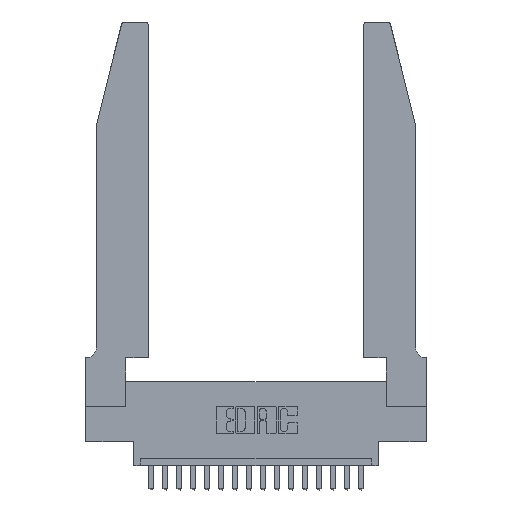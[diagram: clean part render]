
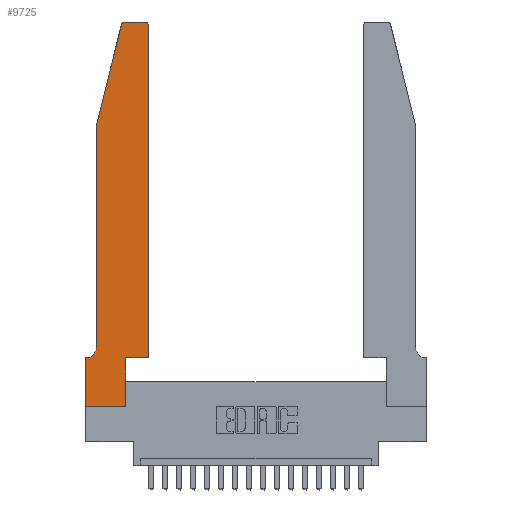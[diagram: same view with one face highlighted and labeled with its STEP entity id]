
A CAD part, top view. The second image highlights one B-rep face of the part: STEP entity #9725.
In plain terms, the highlighted planar face has unit normal (0, 0, 1).
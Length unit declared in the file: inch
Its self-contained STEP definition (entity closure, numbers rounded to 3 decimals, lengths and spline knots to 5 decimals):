
#61 = AXIS2_PLACEMENT_3D ( 'NONE', #7104, #812, #13567 ) ;
#205 = CARTESIAN_POINT ( 'NONE',  ( 0.4505, 2.72, 0.37 ) ) ;
#258 = EDGE_CURVE ( 'NONE', #3576, #19606, #3419, .T. ) ;
#399 = DIRECTION ( 'NONE',  ( 1., 0., 0. ) ) ;
#451 = VERTEX_POINT ( 'NONE', #15315 ) ;
#494 = VERTEX_POINT ( 'NONE', #10615 ) ;
#534 = CARTESIAN_POINT ( 'NONE',  ( 0.4205, 2.72, 0.37 ) ) ;
#610 = DIRECTION ( 'NONE',  ( 0., 0., 1. ) ) ;
#661 = EDGE_CURVE ( 'NONE', #15154, #451, #15515, .T. ) ;
#812 = DIRECTION ( 'NONE',  ( 0., 0., 1. ) ) ;
#1156 = VERTEX_POINT ( 'NONE', #3735 ) ;
#1799 = LINE ( 'NONE', #14443, #7755 ) ;
#2512 = DIRECTION ( 'NONE',  ( 0., 1., 0. ) ) ;
#2798 = ORIENTED_EDGE ( 'NONE', *, *, #5603, .T. ) ;
#2988 = DIRECTION ( 'NONE',  ( -1., 0., 0. ) ) ;
#3419 = LINE ( 'NONE', #15621, #5893 ) ;
#3494 = DIRECTION ( 'NONE',  ( -1., 0., 0. ) ) ;
#3562 = CARTESIAN_POINT ( 'NONE',  ( 0.0755, 0.35, 0.37 ) ) ;
#3576 = VERTEX_POINT ( 'NONE', #6625 ) ;
#3735 = CARTESIAN_POINT ( 'NONE',  ( 0.2865, 0.35, 0.37 ) ) ;
#4426 = CARTESIAN_POINT ( 'NONE',  ( 0.4505, 0.35, 0.37 ) ) ;
#4511 = VECTOR ( 'NONE', #7001, 39.37008 ) ;
#4916 = LINE ( 'NONE', #20009, #13310 ) ;
#5154 = DIRECTION ( 'NONE',  ( -1., 0., 0. ) ) ;
#5480 = CARTESIAN_POINT ( 'NONE',  ( 0.0755, 0.42, 0.37 ) ) ;
#5591 = CARTESIAN_POINT ( 'NONE',  ( 0., 0., 0.37 ) ) ;
#5603 = EDGE_CURVE ( 'NONE', #1156, #14249, #5764, .T. ) ;
#5764 = LINE ( 'NONE', #4426, #9967 ) ;
#5768 = AXIS2_PLACEMENT_3D ( 'NONE', #12860, #14199, #7662 ) ;
#5833 = VECTOR ( 'NONE', #15256, 39.37008 ) ;
#5893 = VECTOR ( 'NONE', #11135, 39.37008 ) ;
#6051 = EDGE_CURVE ( 'NONE', #451, #1156, #1799, .T. ) ;
#6222 = EDGE_LOOP ( 'NONE', ( #17232, #6943, #16455, #17858, #15677, #11820, #13515, #14491, #9417, #2798, #14292, #9332 ) ) ;
#6424 = CARTESIAN_POINT ( 'NONE',  ( 0.4505, 0.35, 0.37 ) ) ;
#6436 = CARTESIAN_POINT ( 'NONE',  ( 0., 0., 0.37 ) ) ;
#6465 = AXIS2_PLACEMENT_3D ( 'NONE', #13035, #6821, #5154 ) ;
#6625 = CARTESIAN_POINT ( 'NONE',  ( 0.25487, 2.72718, 0.37 ) ) ;
#6821 = DIRECTION ( 'NONE',  ( 0., 0., -1. ) ) ;
#6943 = ORIENTED_EDGE ( 'NONE', *, *, #13884, .T. ) ;
#7001 = DIRECTION ( 'NONE',  ( 0., -1., 0. ) ) ;
#7104 = CARTESIAN_POINT ( 'NONE',  ( 0.284, 2.72, 0.37 ) ) ;
#7131 = CARTESIAN_POINT ( 'NONE',  ( 0.0055, 0.35, 0.37 ) ) ;
#7214 = EDGE_CURVE ( 'NONE', #9186, #494, #20092, .T. ) ;
#7662 = DIRECTION ( 'NONE',  ( 1., 0., 0. ) ) ;
#7755 = VECTOR ( 'NONE', #13008, 39.37008 ) ;
#9141 = VERTEX_POINT ( 'NONE', #205 ) ;
#9186 = VERTEX_POINT ( 'NONE', #7131 ) ;
#9332 = ORIENTED_EDGE ( 'NONE', *, *, #19599, .T. ) ;
#9417 = ORIENTED_EDGE ( 'NONE', *, *, #6051, .T. ) ;
#9725 = ADVANCED_FACE ( 'NONE', ( #10706 ), #20034, .T. ) ;
#9805 = CARTESIAN_POINT ( 'NONE',  ( 0.0755, 2., 0.37 ) ) ;
#9828 = EDGE_CURVE ( 'NONE', #14202, #9186, #12130, .T. ) ;
#9967 = VECTOR ( 'NONE', #13748, 39.37008 ) ;
#10084 = CARTESIAN_POINT ( 'NONE',  ( 0., 0., 0.37 ) ) ;
#10615 = CARTESIAN_POINT ( 'NONE',  ( 0., 0.35, 0.37 ) ) ;
#10706 = FACE_OUTER_BOUND ( 'NONE', #6222, .T. ) ;
#10760 = LINE ( 'NONE', #18687, #5833 ) ;
#11135 = DIRECTION ( 'NONE',  ( -0.239, -0.971, 0. ) ) ;
#11256 = EDGE_CURVE ( 'NONE', #14249, #9141, #4916, .T. ) ;
#11820 = ORIENTED_EDGE ( 'NONE', *, *, #7214, .T. ) ;
#12130 = CIRCLE ( 'NONE', #6465, 0.07 ) ;
#12441 = CIRCLE ( 'NONE', #61, 0.03 ) ;
#12556 = EDGE_CURVE ( 'NONE', #19606, #14202, #10760, .T. ) ;
#12634 = DIRECTION ( 'NONE',  ( 1., 0., 0. ) ) ;
#12691 = CARTESIAN_POINT ( 'NONE',  ( 0.2605, 2.75, 0.37 ) ) ;
#12860 = CARTESIAN_POINT ( 'NONE',  ( 0., 0.35, 0.37 ) ) ;
#13008 = DIRECTION ( 'NONE',  ( 0., 1., 0. ) ) ;
#13035 = CARTESIAN_POINT ( 'NONE',  ( 0.0055, 0.42, 0.37 ) ) ;
#13255 = VERTEX_POINT ( 'NONE', #13261 ) ;
#13261 = CARTESIAN_POINT ( 'NONE',  ( 0.4205, 2.75, 0.37 ) ) ;
#13310 = VECTOR ( 'NONE', #2512, 39.37008 ) ;
#13359 = VECTOR ( 'NONE', #3494, 39.37008 ) ;
#13475 = CARTESIAN_POINT ( 'NONE',  ( 0.284, 2.75, 0.37 ) ) ;
#13515 = ORIENTED_EDGE ( 'NONE', *, *, #17951, .T. ) ;
#13567 = DIRECTION ( 'NONE',  ( 1., 0., 0. ) ) ;
#13651 = LINE ( 'NONE', #10084, #4511 ) ;
#13748 = DIRECTION ( 'NONE',  ( 1., 0., 0. ) ) ;
#13884 = EDGE_CURVE ( 'NONE', #19156, #3576, #12441, .T. ) ;
#14058 = VECTOR ( 'NONE', #2988, 39.37008 ) ;
#14199 = DIRECTION ( 'NONE',  ( 0., 0., 1. ) ) ;
#14202 = VERTEX_POINT ( 'NONE', #5480 ) ;
#14249 = VERTEX_POINT ( 'NONE', #6424 ) ;
#14292 = ORIENTED_EDGE ( 'NONE', *, *, #11256, .T. ) ;
#14443 = CARTESIAN_POINT ( 'NONE',  ( 0.2865, 0.35, 0.37 ) ) ;
#14491 = ORIENTED_EDGE ( 'NONE', *, *, #661, .T. ) ;
#14551 = AXIS2_PLACEMENT_3D ( 'NONE', #534, #610, #399 ) ;
#15154 = VERTEX_POINT ( 'NONE', #5591 ) ;
#15256 = DIRECTION ( 'NONE',  ( 0., -1., 0. ) ) ;
#15315 = CARTESIAN_POINT ( 'NONE',  ( 0.2865, 0., 0.37 ) ) ;
#15515 = LINE ( 'NONE', #6436, #19788 ) ;
#15621 = CARTESIAN_POINT ( 'NONE',  ( 0.0755, 2., 0.37 ) ) ;
#15677 = ORIENTED_EDGE ( 'NONE', *, *, #9828, .T. ) ;
#16455 = ORIENTED_EDGE ( 'NONE', *, *, #258, .T. ) ;
#17232 = ORIENTED_EDGE ( 'NONE', *, *, #19992, .T. ) ;
#17824 = CIRCLE ( 'NONE', #14551, 0.03 ) ;
#17858 = ORIENTED_EDGE ( 'NONE', *, *, #12556, .T. ) ;
#17951 = EDGE_CURVE ( 'NONE', #494, #15154, #13651, .T. ) ;
#18571 = LINE ( 'NONE', #12691, #14058 ) ;
#18687 = CARTESIAN_POINT ( 'NONE',  ( 0.0755, 2., 0.37 ) ) ;
#19156 = VERTEX_POINT ( 'NONE', #13475 ) ;
#19599 = EDGE_CURVE ( 'NONE', #9141, #13255, #17824, .T. ) ;
#19606 = VERTEX_POINT ( 'NONE', #9805 ) ;
#19788 = VECTOR ( 'NONE', #12634, 39.37008 ) ;
#19992 = EDGE_CURVE ( 'NONE', #13255, #19156, #18571, .T. ) ;
#20009 = CARTESIAN_POINT ( 'NONE',  ( 0.4505, 0.35, 0.37 ) ) ;
#20034 = PLANE ( 'NONE',  #5768 ) ;
#20092 = LINE ( 'NONE', #3562, #13359 ) ;
